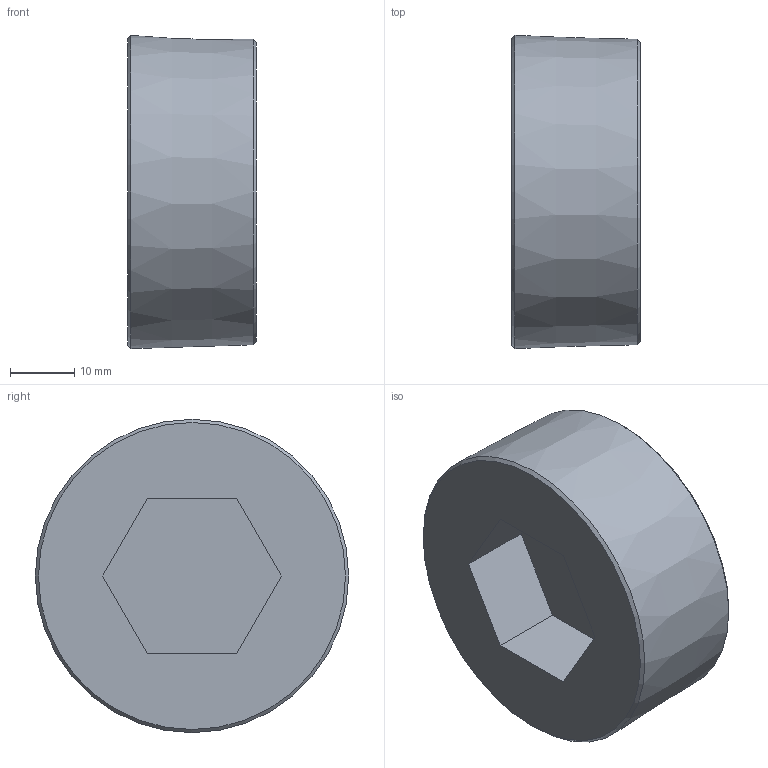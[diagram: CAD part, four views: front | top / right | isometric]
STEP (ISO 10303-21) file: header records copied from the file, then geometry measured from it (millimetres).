
FILE_DESCRIPTION( ( 'STEP AP214' ), '1' );
FILE_NAME( 'K1129.104815.stp', '2020-12-10T10:16:15', ( '' ), ( '' ), ' ', 'PARTsolutions', ' ' );
FILE_SCHEMA( ( 'AUTOMOTIVE_DESIGN { 1 0 10303 214 1 1 1 1 }' ) );
Length unit declared in the file: millimetre
Products named in the file (1): _K1129.104815
Bounding box: 20 x 48.6 x 48.6 mm (x, y, z)
Volume: 30419.2 mm3; surface area: 7504.2 mm2
Topology: 1 solids, 1 shells, 12 faces, 25 edges, 16 vertices
Faces by surface type: plane 9, cone 3
Entity records: 414 total; most frequent: DIRECTION 52, CARTESIAN_POINT 51, ORIENTED_EDGE 44, EDGE_CURVE 22, LINE 18, VECTOR 18, AXIS2_PLACEMENT_3D 17, EDGE_LOOP 16
